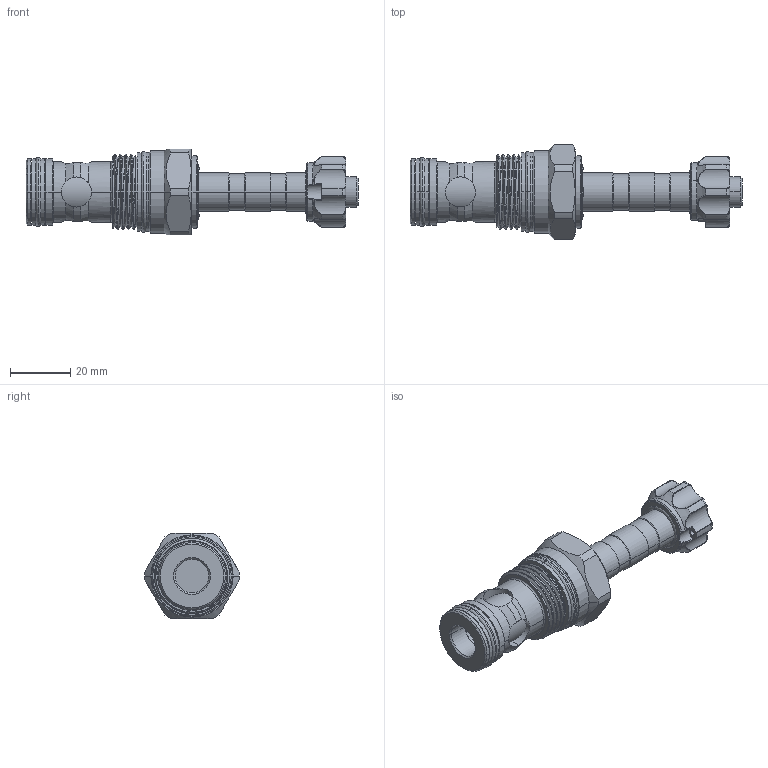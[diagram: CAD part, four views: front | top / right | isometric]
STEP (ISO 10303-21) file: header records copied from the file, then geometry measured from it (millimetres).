
FILE_DESCRIPTION (( 'STEP AP203' ), '1' );
FILE_NAME ('EP5A2A05M05.STEP', '2021-05-06T05:51:33', ( '' ), ( '' ), 'SwSTEP 2.0', 'SolidWorks 2018', '' );
FILE_SCHEMA (( 'CONFIG_CONTROL_DESIGN' ));
Length unit declared in the file: millimetre
Products named in the file (1): EP5A2A05M05
Bounding box: 110.5 x 31.6 x 28.57 mm (x, y, z)
Volume: 33650 mm3; surface area: 11707.2 mm2
Topology: 6 solids, 6 shells, 300 faces, 725 edges, 448 vertices
Faces by surface type: cylinder 139, torus 47, cone 44, bspline 37, plane 33
Entity records: 14381 total; most frequent: CARTESIAN_POINT 7664, ORIENTED_EDGE 1446, DIRECTION 1350, EDGE_CURVE 723, AXIS2_PLACEMENT_3D 591, VERTEX_POINT 448, CIRCLE 327, EDGE_LOOP 325
